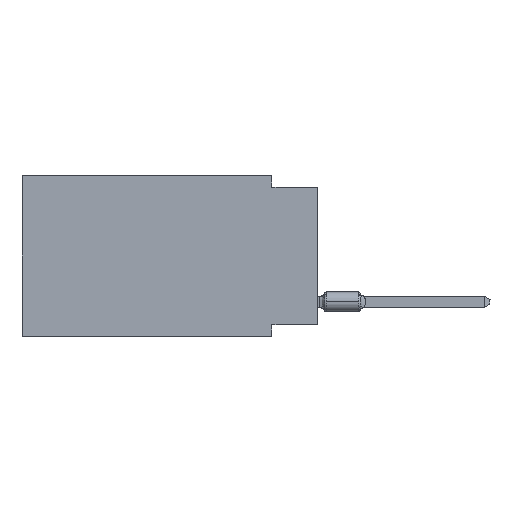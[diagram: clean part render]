
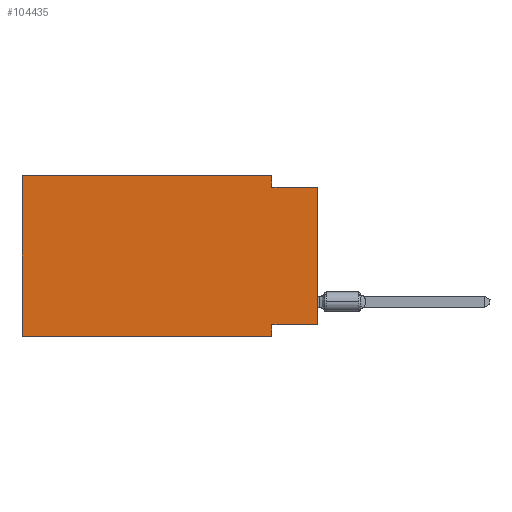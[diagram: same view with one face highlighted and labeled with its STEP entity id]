
A CAD part, left-side view. The second image highlights one B-rep face of the part: STEP entity #104435.
In plain terms, the highlighted planar face has unit normal (-1, 0, 0).
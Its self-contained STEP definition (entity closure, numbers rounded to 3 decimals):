
#6640 = VECTOR ( 'NONE', #9225, 1000. ) ;
#8349 = ORIENTED_EDGE ( 'NONE', *, *, #113500, .F. ) ;
#8868 = DIRECTION ( 'NONE',  ( 0., 0., -1. ) ) ;
#9003 = VECTOR ( 'NONE', #86932, 1000. ) ;
#9225 = DIRECTION ( 'NONE',  ( 0., 1., 0. ) ) ;
#9446 = DIRECTION ( 'NONE',  ( 1., 0., 0. ) ) ;
#13592 = VERTEX_POINT ( 'NONE', #43413 ) ;
#18074 = VECTOR ( 'NONE', #86999, 1000. ) ;
#18227 = EDGE_CURVE ( 'NONE', #75314, #73810, #51533, .T. ) ;
#18830 = CARTESIAN_POINT ( 'NONE',  ( 0., 2.54, 0. ) ) ;
#20879 = EDGE_CURVE ( 'NONE', #58313, #26272, #56498, .T. ) ;
#23656 = ORIENTED_EDGE ( 'NONE', *, *, #58525, .F. ) ;
#26272 = VERTEX_POINT ( 'NONE', #113790 ) ;
#26451 = LINE ( 'NONE', #43309, #31375 ) ;
#28600 = CARTESIAN_POINT ( 'NONE',  ( 0., 16.383, 0. ) ) ;
#31375 = VECTOR ( 'NONE', #54294, 1000. ) ;
#32068 = ORIENTED_EDGE ( 'NONE', *, *, #33205, .T. ) ;
#32082 = CARTESIAN_POINT ( 'NONE',  ( 0., 2.54, -0.635 ) ) ;
#32916 = VECTOR ( 'NONE', #108754, 1000. ) ;
#33205 = EDGE_CURVE ( 'NONE', #13592, #81748, #90805, .T. ) ;
#34858 = ORIENTED_EDGE ( 'NONE', *, *, #56734, .F. ) ;
#39758 = LINE ( 'NONE', #65860, #87458 ) ;
#40175 = ORIENTED_EDGE ( 'NONE', *, *, #20879, .T. ) ;
#42329 = CARTESIAN_POINT ( 'NONE',  ( 0., 16.383, 0. ) ) ;
#43309 = CARTESIAN_POINT ( 'NONE',  ( 0., 2.54, -8.89 ) ) ;
#43413 = CARTESIAN_POINT ( 'NONE',  ( 0., 16.383, -8.89 ) ) ;
#46682 = CARTESIAN_POINT ( 'NONE',  ( 0., 16.383, -8.89 ) ) ;
#46945 = VECTOR ( 'NONE', #67853, 1000. ) ;
#51533 = LINE ( 'NONE', #68363, #9003 ) ;
#52619 = CARTESIAN_POINT ( 'NONE',  ( 0., 2.54, -8.255 ) ) ;
#53665 = ORIENTED_EDGE ( 'NONE', *, *, #87895, .F. ) ;
#54294 = DIRECTION ( 'NONE',  ( 0., 0., -1. ) ) ;
#56498 = LINE ( 'NONE', #66336, #57365 ) ;
#56734 = EDGE_CURVE ( 'NONE', #73810, #110794, #39758, .T. ) ;
#57365 = VECTOR ( 'NONE', #91910, 1000. ) ;
#58313 = VERTEX_POINT ( 'NONE', #77418 ) ;
#58379 = CARTESIAN_POINT ( 'NONE',  ( 0., 2.54, -8.89 ) ) ;
#58525 = EDGE_CURVE ( 'NONE', #13592, #75314, #111398, .T. ) ;
#62038 = CARTESIAN_POINT ( 'NONE',  ( 0., 0., -8.255 ) ) ;
#63959 = CARTESIAN_POINT ( 'NONE',  ( 0., 16.383, 0. ) ) ;
#64742 = EDGE_CURVE ( 'NONE', #110794, #26272, #102700, .T. ) ;
#65860 = CARTESIAN_POINT ( 'NONE',  ( 0., 2.54, 0. ) ) ;
#66336 = CARTESIAN_POINT ( 'NONE',  ( 0., 0., 0. ) ) ;
#67853 = DIRECTION ( 'NONE',  ( 0., 0., 1. ) ) ;
#68363 = CARTESIAN_POINT ( 'NONE',  ( 0., 16.383, 0. ) ) ;
#68459 = LINE ( 'NONE', #62038, #6640 ) ;
#73810 = VERTEX_POINT ( 'NONE', #18830 ) ;
#74920 = ORIENTED_EDGE ( 'NONE', *, *, #64742, .F. ) ;
#75314 = VERTEX_POINT ( 'NONE', #63959 ) ;
#77418 = CARTESIAN_POINT ( 'NONE',  ( 0., 0., -8.255 ) ) ;
#79819 = ORIENTED_EDGE ( 'NONE', *, *, #18227, .F. ) ;
#81748 = VERTEX_POINT ( 'NONE', #58379 ) ;
#85282 = CARTESIAN_POINT ( 'NONE',  ( 0., 0., -0.635 ) ) ;
#86932 = DIRECTION ( 'NONE',  ( 0., -1., 0. ) ) ;
#86999 = DIRECTION ( 'NONE',  ( 0., -1., 0. ) ) ;
#87458 = VECTOR ( 'NONE', #100148, 1000. ) ;
#87895 = EDGE_CURVE ( 'NONE', #58313, #108645, #68459, .T. ) ;
#90805 = LINE ( 'NONE', #46682, #32916 ) ;
#91910 = DIRECTION ( 'NONE',  ( 0., 0., 1. ) ) ;
#96324 = AXIS2_PLACEMENT_3D ( 'NONE', #28600, #9446, #8868 ) ;
#100148 = DIRECTION ( 'NONE',  ( 0., 0., -1. ) ) ;
#102700 = LINE ( 'NONE', #85282, #18074 ) ;
#104435 = ADVANCED_FACE ( 'NONE', ( #106390 ), #114515, .F. ) ;
#106390 = FACE_OUTER_BOUND ( 'NONE', #110609, .T. ) ;
#108645 = VERTEX_POINT ( 'NONE', #52619 ) ;
#108754 = DIRECTION ( 'NONE',  ( 0., -1., 0. ) ) ;
#110609 = EDGE_LOOP ( 'NONE', ( #40175, #74920, #34858, #79819, #23656, #32068, #8349, #53665 ) ) ;
#110794 = VERTEX_POINT ( 'NONE', #32082 ) ;
#111398 = LINE ( 'NONE', #42329, #46945 ) ;
#113500 = EDGE_CURVE ( 'NONE', #108645, #81748, #26451, .T. ) ;
#113790 = CARTESIAN_POINT ( 'NONE',  ( 0., 0., -0.635 ) ) ;
#114515 = PLANE ( 'NONE',  #96324 ) ;
